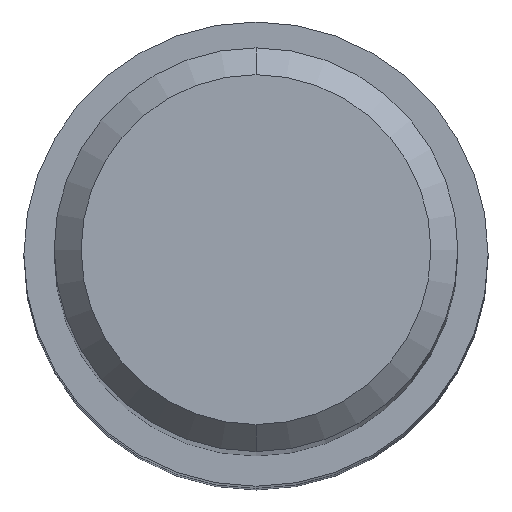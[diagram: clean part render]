
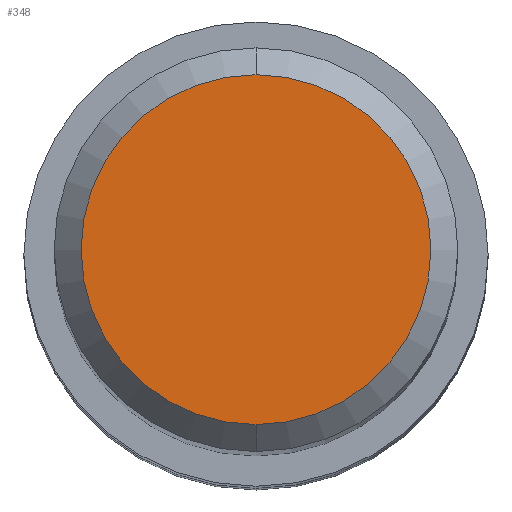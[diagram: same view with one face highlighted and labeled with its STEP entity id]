
A CAD part, top view. The second image highlights one B-rep face of the part: STEP entity #348.
In plain terms, the highlighted planar face has unit normal (0, 0, 1).
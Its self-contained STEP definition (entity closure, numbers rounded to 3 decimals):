
#226=EDGE_CURVE('',#304,#258,#524,.T.);
#258=VERTEX_POINT('',#560);
#304=VERTEX_POINT('',#609);
#310=EDGE_CURVE('',#258,#304,#615,.T.);
#348=ADVANCED_FACE('',(#658),#659,.T.);
#524=CIRCLE('',#911,2.6);
#560=CARTESIAN_POINT('',(0.,-2.6,0.0));
#609=CARTESIAN_POINT('',(0.0,2.6,0.0));
#615=CIRCLE('',#1057,2.6);
#658=FACE_OUTER_BOUND('',#1151,.T.);
#659=PLANE('',#1152);
#911=AXIS2_PLACEMENT_3D('',#1443,#1444,#1445);
#1057=AXIS2_PLACEMENT_3D('',#1551,#1552,#1553);
#1151=EDGE_LOOP('',(#1603,#1604));
#1152=AXIS2_PLACEMENT_3D('',#1605,#1606,#1607);
#1443=CARTESIAN_POINT('',(0.0,0.0,0.0));
#1444=DIRECTION('',(0.0,0.0,-1.0));
#1445=DIRECTION('',(0.0,1.0,0.0));
#1551=CARTESIAN_POINT('',(0.0,0.0,0.0));
#1552=DIRECTION('',(0.0,0.0,-1.0));
#1553=DIRECTION('',(0.0,1.0,0.0));
#1603=ORIENTED_EDGE('',*,*,#226,.F.);
#1604=ORIENTED_EDGE('',*,*,#310,.F.);
#1605=CARTESIAN_POINT('',(0.0,1.3,0.0));
#1606=DIRECTION('',(-0.0,0.0,1.0));
#1607=DIRECTION('',(0.0,-1.0,0.0));
